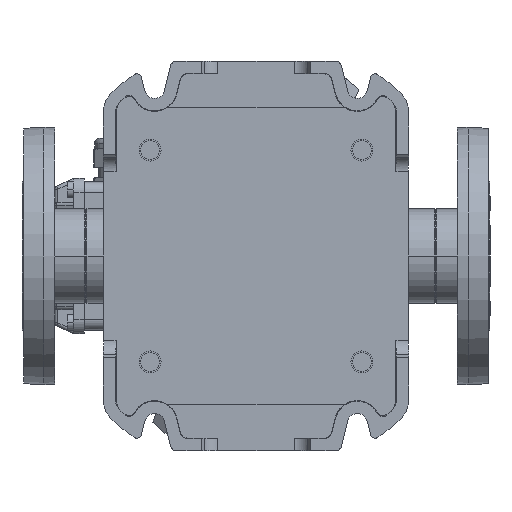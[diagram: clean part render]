
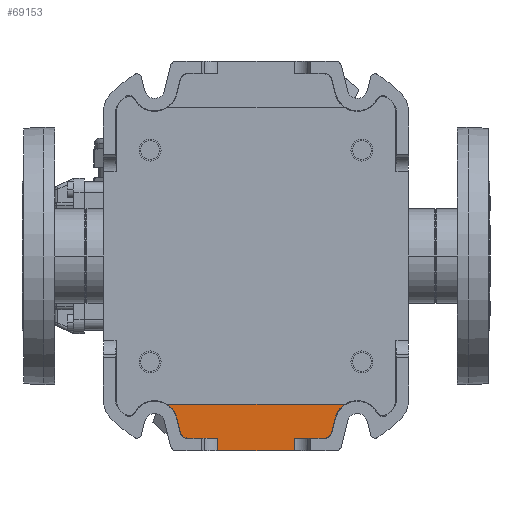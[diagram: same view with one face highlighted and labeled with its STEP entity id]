
A CAD part, front view. The second image highlights one B-rep face of the part: STEP entity #69153.
In plain terms, the highlighted planar face has unit normal (0, -1, 0).
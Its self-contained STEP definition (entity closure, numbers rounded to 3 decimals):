
#1047 = VERTEX_POINT ( 'NONE', #89409 ) ;
#1425 = VECTOR ( 'NONE', #37186, 1000. ) ;
#1779 = VERTEX_POINT ( 'NONE', #67689 ) ;
#3124 = DIRECTION ( 'NONE',  ( 0., 1., 0. ) ) ;
#3648 = DIRECTION ( 'NONE',  ( 0., 1., 0. ) ) ;
#4360 = DIRECTION ( 'NONE',  ( 0., 0., 1. ) ) ;
#5506 =( BOUNDED_CURVE ( )  B_SPLINE_CURVE ( 3, ( #85385, #48239, #84494, #33845 ),
 .UNSPECIFIED., .F., .F. ) 
 B_SPLINE_CURVE_WITH_KNOTS ( ( 4, 4 ),
 ( 2.479, 3.805 ),
 .UNSPECIFIED. ) 
 CURVE ( )  GEOMETRIC_REPRESENTATION_ITEM ( )  RATIONAL_B_SPLINE_CURVE ( ( 1., 0.859, 0.859, 1. ) ) 
 REPRESENTATION_ITEM ( '' )  );
#6692 = DIRECTION ( 'NONE',  ( 1., 0., 0. ) ) ;
#7460 = ORIENTED_EDGE ( 'NONE', *, *, #35119, .F. ) ;
#8101 = VECTOR ( 'NONE', #91443, 1000. ) ;
#8421 = LINE ( 'NONE', #22356, #48388 ) ;
#10183 = ORIENTED_EDGE ( 'NONE', *, *, #90158, .T. ) ;
#10285 = CARTESIAN_POINT ( 'NONE',  ( 24.608, 8., -116.791 ) ) ;
#10524 = DIRECTION ( 'NONE',  ( 0., 0., 1. ) ) ;
#10767 = ORIENTED_EDGE ( 'NONE', *, *, #56735, .T. ) ;
#11776 = LINE ( 'NONE', #54485, #51334 ) ;
#11917 = AXIS2_PLACEMENT_3D ( 'NONE', #70073, #27322, #53817 ) ;
#13087 = ORIENTED_EDGE ( 'NONE', *, *, #37752, .T. ) ;
#16985 = ORIENTED_EDGE ( 'NONE', *, *, #67411, .T. ) ;
#18017 = PLANE ( 'NONE',  #37827 ) ;
#18491 = EDGE_LOOP ( 'NONE', ( #52351, #30415, #35559, #13087, #72536, #10183, #10767, #16985, #36850, #24105, #7460, #76207 ) ) ;
#20055 = VERTEX_POINT ( 'NONE', #10285 ) ;
#20622 = CARTESIAN_POINT ( 'NONE',  ( 50.727, 8., -103.941 ) ) ;
#21226 = VERTEX_POINT ( 'NONE', #73211 ) ;
#22356 = CARTESIAN_POINT ( 'NONE',  ( -47.687, 8., -116.791 ) ) ;
#24105 = ORIENTED_EDGE ( 'NONE', *, *, #76404, .F. ) ;
#25263 = CIRCLE ( 'NONE', #11917, 14.709 ) ;
#27322 = DIRECTION ( 'NONE',  ( 0., -1., 0. ) ) ;
#28847 = EDGE_CURVE ( 'NONE', #83011, #58499, #31142, .T. ) ;
#29402 = VERTEX_POINT ( 'NONE', #75387 ) ;
#29442 = CARTESIAN_POINT ( 'NONE',  ( -24.608, 8., 0. ) ) ;
#30415 = ORIENTED_EDGE ( 'NONE', *, *, #72758, .T. ) ;
#31142 = LINE ( 'NONE', #88766, #83590 ) ;
#31671 = VERTEX_POINT ( 'NONE', #74359 ) ;
#31990 = FACE_OUTER_BOUND ( 'NONE', #18491, .T. ) ;
#33571 = EDGE_CURVE ( 'NONE', #1047, #48222, #47738, .T. ) ;
#33845 = CARTESIAN_POINT ( 'NONE',  ( 48.469, 8., -113.001 ) ) ;
#34144 = LINE ( 'NONE', #48548, #42488 ) ;
#35119 = EDGE_CURVE ( 'NONE', #74466, #55107, #34144, .T. ) ;
#35559 = ORIENTED_EDGE ( 'NONE', *, *, #28847, .T. ) ;
#36850 = ORIENTED_EDGE ( 'NONE', *, *, #73950, .F. ) ;
#37186 = DIRECTION ( 'NONE',  ( -0.242, 0., -0.97 ) ) ;
#37752 = EDGE_CURVE ( 'NONE', #58499, #29402, #71719, .T. ) ;
#37827 = AXIS2_PLACEMENT_3D ( 'NONE', #52873, #3648, #81267 ) ;
#39744 = VERTEX_POINT ( 'NONE', #57445 ) ;
#42488 = VECTOR ( 'NONE', #6692, 1000. ) ;
#43217 = CARTESIAN_POINT ( 'NONE',  ( -43.619, 8., -116.791 ) ) ;
#43266 = DIRECTION ( 'NONE',  ( 1., 0., 0. ) ) ;
#44974 = CARTESIAN_POINT ( 'NONE',  ( -57.246, 8., -95. ) ) ;
#45314 = EDGE_CURVE ( 'NONE', #74466, #1047, #65398, .T. ) ;
#47738 = LINE ( 'NONE', #69121, #8101 ) ;
#48222 = VERTEX_POINT ( 'NONE', #53954 ) ;
#48239 = CARTESIAN_POINT ( 'NONE',  ( 46.008, 8., -116.791 ) ) ;
#48388 = VECTOR ( 'NONE', #43266, 1000. ) ;
#48548 = CARTESIAN_POINT ( 'NONE',  ( -58.463, 8., -95. ) ) ;
#50047 = CARTESIAN_POINT ( 'NONE',  ( 0., 8., -124.791 ) ) ;
#51334 = VECTOR ( 'NONE', #4360, 1000. ) ;
#51571 = CARTESIAN_POINT ( 'NONE',  ( -48.469, 8., -113.001 ) ) ;
#52055 = CARTESIAN_POINT ( 'NONE',  ( 57.246, 8., -95. ) ) ;
#52351 = ORIENTED_EDGE ( 'NONE', *, *, #33571, .T. ) ;
#52873 = CARTESIAN_POINT ( 'NONE',  ( 0., 8., 0. ) ) ;
#53602 = VECTOR ( 'NONE', #78431, 1000. ) ;
#53817 = DIRECTION ( 'NONE',  ( 0., 0., 1. ) ) ;
#53954 = CARTESIAN_POINT ( 'NONE',  ( -48.469, 8., -113.001 ) ) ;
#54485 = CARTESIAN_POINT ( 'NONE',  ( 24.608, 8., -116.791 ) ) ;
#55107 = VERTEX_POINT ( 'NONE', #52055 ) ;
#56323 = LINE ( 'NONE', #20622, #1425 ) ;
#56735 = EDGE_CURVE ( 'NONE', #20055, #21226, #8421, .T. ) ;
#57445 = CARTESIAN_POINT ( 'NONE',  ( 48.469, 8., -113.001 ) ) ;
#58499 = VERTEX_POINT ( 'NONE', #72254 ) ;
#59441 = DIRECTION ( 'NONE',  ( 1., 0., 0. ) ) ;
#59478 = AXIS2_PLACEMENT_3D ( 'NONE', #61151, #3124, #10524 ) ;
#61151 = CARTESIAN_POINT ( 'NONE',  ( -65., 8., -107.5 ) ) ;
#65398 = CIRCLE ( 'NONE', #59478, 14.709 ) ;
#66143 = DIRECTION ( 'NONE',  ( 0., 0., -1. ) ) ;
#67411 = EDGE_CURVE ( 'NONE', #21226, #39744, #5506, .T. ) ;
#67689 = CARTESIAN_POINT ( 'NONE',  ( 50.727, 8., -103.941 ) ) ;
#69121 = CARTESIAN_POINT ( 'NONE',  ( -50.727, 8., -103.941 ) ) ;
#69153 = ADVANCED_FACE ( 'NONE', ( #31990 ), #18017, .F. ) ;
#69301 = CARTESIAN_POINT ( 'NONE',  ( -43.619, 8., -116.791 ) ) ;
#70073 = CARTESIAN_POINT ( 'NONE',  ( 65., 8., -107.5 ) ) ;
#71719 = LINE ( 'NONE', #29442, #76822 ) ;
#72254 = CARTESIAN_POINT ( 'NONE',  ( -24.608, 8., -116.791 ) ) ;
#72387 = LINE ( 'NONE', #50047, #53602 ) ;
#72536 = ORIENTED_EDGE ( 'NONE', *, *, #82380, .F. ) ;
#72758 = EDGE_CURVE ( 'NONE', #48222, #83011, #78125, .T. ) ;
#73211 = CARTESIAN_POINT ( 'NONE',  ( 43.619, 8., -116.791 ) ) ;
#73950 = EDGE_CURVE ( 'NONE', #1779, #39744, #56323, .T. ) ;
#74359 = CARTESIAN_POINT ( 'NONE',  ( 24.608, 8., -124.791 ) ) ;
#74466 = VERTEX_POINT ( 'NONE', #44974 ) ;
#75387 = CARTESIAN_POINT ( 'NONE',  ( -24.608, 8., -124.791 ) ) ;
#76207 = ORIENTED_EDGE ( 'NONE', *, *, #45314, .T. ) ;
#76404 = EDGE_CURVE ( 'NONE', #55107, #1779, #25263, .T. ) ;
#76822 = VECTOR ( 'NONE', #66143, 1000. ) ;
#78125 =( BOUNDED_CURVE ( )  B_SPLINE_CURVE ( 3, ( #51571, #85528, #85992, #43217 ),
 .UNSPECIFIED., .F., .F. ) 
 B_SPLINE_CURVE_WITH_KNOTS ( ( 4, 4 ),
 ( 2.479, 3.805 ),
 .UNSPECIFIED. ) 
 CURVE ( )  GEOMETRIC_REPRESENTATION_ITEM ( )  RATIONAL_B_SPLINE_CURVE ( ( 1., 0.859, 0.859, 1. ) ) 
 REPRESENTATION_ITEM ( '' )  );
#78431 = DIRECTION ( 'NONE',  ( -1., 0., 0. ) ) ;
#81267 = DIRECTION ( 'NONE',  ( 0., 0., 1. ) ) ;
#82380 = EDGE_CURVE ( 'NONE', #31671, #29402, #72387, .T. ) ;
#83011 = VERTEX_POINT ( 'NONE', #69301 ) ;
#83590 = VECTOR ( 'NONE', #59441, 1000. ) ;
#84494 = CARTESIAN_POINT ( 'NONE',  ( 47.891, 8., -115.32 ) ) ;
#85385 = CARTESIAN_POINT ( 'NONE',  ( 43.619, 8., -116.791 ) ) ;
#85528 = CARTESIAN_POINT ( 'NONE',  ( -47.891, 8., -115.32 ) ) ;
#85992 = CARTESIAN_POINT ( 'NONE',  ( -46.008, 8., -116.791 ) ) ;
#88766 = CARTESIAN_POINT ( 'NONE',  ( -47.687, 8., -116.791 ) ) ;
#89409 = CARTESIAN_POINT ( 'NONE',  ( -50.727, 8., -103.941 ) ) ;
#90158 = EDGE_CURVE ( 'NONE', #31671, #20055, #11776, .T. ) ;
#91443 = DIRECTION ( 'NONE',  ( 0.242, 0., -0.97 ) ) ;
